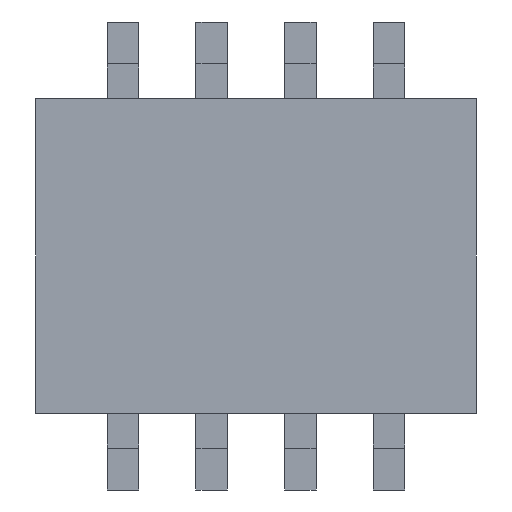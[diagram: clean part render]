
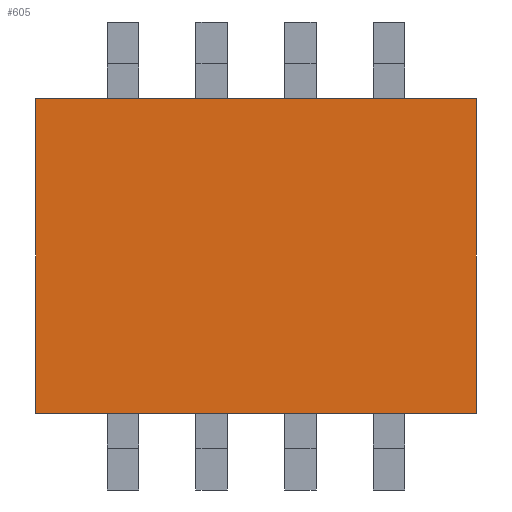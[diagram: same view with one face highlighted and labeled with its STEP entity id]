
A CAD part, front view. The second image highlights one B-rep face of the part: STEP entity #605.
In plain terms, the highlighted planar face has unit normal (0, -1, 0).
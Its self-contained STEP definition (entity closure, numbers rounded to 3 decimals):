
#34 = EDGE_CURVE ( 'NONE', #95, #284, #1100, .T. ) ;
#95 = VERTEX_POINT ( 'NONE', #1297 ) ;
#98 = ORIENTED_EDGE ( 'NONE', *, *, #234, .F. ) ;
#234 = EDGE_CURVE ( 'NONE', #548, #3723, #1705, .T. ) ;
#284 = VERTEX_POINT ( 'NONE', #2025 ) ;
#500 = EDGE_CURVE ( 'NONE', #284, #548, #3408, .T. ) ;
#548 = VERTEX_POINT ( 'NONE', #3846 ) ;
#591 = ORIENTED_EDGE ( 'NONE', *, *, #34, .F. ) ;
#600 = ORIENTED_EDGE ( 'NONE', *, *, #750, .F. ) ;
#605 = ADVANCED_FACE ( 'NONE', ( #4321 ), #4337, .F. ) ;
#750 = EDGE_CURVE ( 'NONE', #3723, #95, #2295, .T. ) ;
#844 = ORIENTED_EDGE ( 'NONE', *, *, #500, .F. ) ;
#1100 = LINE ( 'NONE', #1101, #1102 ) ;
#1101 = CARTESIAN_POINT ( 'NONE',  ( -1.25, 0.1, -2.25 ) ) ;
#1102 = VECTOR ( 'NONE', #1103, 1000. ) ;
#1103 = DIRECTION ( 'NONE',  ( -1., 0., 0. ) ) ;
#1297 = CARTESIAN_POINT ( 'NONE',  ( 5.06, 0.1, -2.25 ) ) ;
#1705 = LINE ( 'NONE', #1706, #1707 ) ;
#1706 = CARTESIAN_POINT ( 'NONE',  ( -1.25, 0.1, 2.25 ) ) ;
#1707 = VECTOR ( 'NONE', #1708, 1000. ) ;
#1708 = DIRECTION ( 'NONE',  ( 1., 0., 0. ) ) ;
#2025 = CARTESIAN_POINT ( 'NONE',  ( -1.25, 0.1, -2.25 ) ) ;
#2295 = LINE ( 'NONE', #2296, #2297 ) ;
#2296 = CARTESIAN_POINT ( 'NONE',  ( 5.06, 0.1, -2.25 ) ) ;
#2297 = VECTOR ( 'NONE', #2298, 1000. ) ;
#2298 = DIRECTION ( 'NONE',  ( 0., 0., -1. ) ) ;
#3037 = CARTESIAN_POINT ( 'NONE',  ( 5.06, 0.1, 2.25 ) ) ;
#3408 = LINE ( 'NONE', #3409, #3410 ) ;
#3409 = CARTESIAN_POINT ( 'NONE',  ( -1.25, 0.1, -2.25 ) ) ;
#3410 = VECTOR ( 'NONE', #3411, 1000. ) ;
#3411 = DIRECTION ( 'NONE',  ( 0., 0., 1. ) ) ;
#3723 = VERTEX_POINT ( 'NONE', #3037 ) ;
#3846 = CARTESIAN_POINT ( 'NONE',  ( -1.25, 0.1, 2.25 ) ) ;
#4321 = FACE_OUTER_BOUND ( 'NONE', #4706, .T. ) ;
#4337 = PLANE ( 'NONE',  #4338 ) ;
#4338 = AXIS2_PLACEMENT_3D ( 'NONE', #4339, #4341, #4342 ) ;
#4339 = CARTESIAN_POINT ( 'NONE',  ( -1.25, 0.1, 2.25 ) ) ;
#4341 = DIRECTION ( 'NONE',  ( 0., 1., 0. ) ) ;
#4342 = DIRECTION ( 'NONE',  ( 0., 0., 1. ) ) ;
#4706 = EDGE_LOOP ( 'NONE', ( #844, #591, #600, #98 ) ) ;
